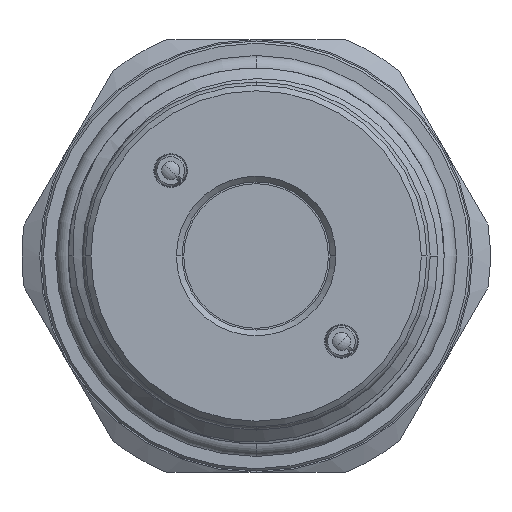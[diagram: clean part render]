
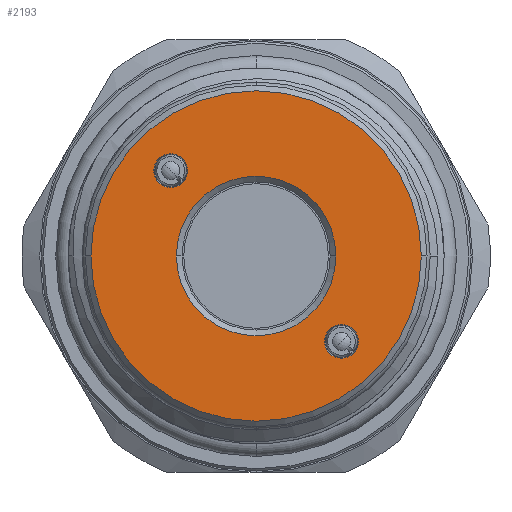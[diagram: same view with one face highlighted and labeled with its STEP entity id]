
A CAD part, left-side view. The second image highlights one B-rep face of the part: STEP entity #2193.
In plain terms, the highlighted planar face has unit normal (-1, 0, 0).
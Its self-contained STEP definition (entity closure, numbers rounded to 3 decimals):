
#82 = EDGE_CURVE ( 'NONE', #13912, #3449, #629, .T. ) ;
#120 = ORIENTED_EDGE ( 'NONE', *, *, #6520, .T. ) ;
#262 = EDGE_CURVE ( 'NONE', #5670, #11486, #6768, .T. ) ;
#439 = DIRECTION ( 'NONE',  ( 1., 0., 0. ) ) ;
#629 = CIRCLE ( 'NONE', #12809, 14.5 ) ;
#849 = AXIS2_PLACEMENT_3D ( 'NONE', #8684, #11168, #15363 ) ;
#962 = CARTESIAN_POINT ( 'NONE',  ( 0., -7.495, -8.976 ) ) ;
#995 = EDGE_LOOP ( 'NONE', ( #1691, #2866 ) ) ;
#1570 = AXIS2_PLACEMENT_3D ( 'NONE', #8679, #3353, #7557 ) ;
#1614 = CARTESIAN_POINT ( 'NONE',  ( 0., -14.5, 0. ) ) ;
#1689 = DIRECTION ( 'NONE',  ( -1., 0., 0. ) ) ;
#1691 = ORIENTED_EDGE ( 'NONE', *, *, #13575, .F. ) ;
#1819 = VERTEX_POINT ( 'NONE', #14886 ) ;
#2193 = ADVANCED_FACE ( 'NONE', ( #5889, #9491, #16760, #2502 ), #16687, .F. ) ;
#2426 = ORIENTED_EDGE ( 'NONE', *, *, #12303, .F. ) ;
#2502 = FACE_BOUND ( 'NONE', #995, .T. ) ;
#2595 = CARTESIAN_POINT ( 'NONE',  ( 0., 7.495, 7.495 ) ) ;
#2866 = ORIENTED_EDGE ( 'NONE', *, *, #262, .F. ) ;
#3201 = DIRECTION ( 'NONE',  ( -1., 0., 0. ) ) ;
#3228 = DIRECTION ( 'NONE',  ( 0., 0., -1. ) ) ;
#3353 = DIRECTION ( 'NONE',  ( -1., 0., 0. ) ) ;
#3386 = EDGE_LOOP ( 'NONE', ( #17490, #16321 ) ) ;
#3449 = VERTEX_POINT ( 'NONE', #1614 ) ;
#3568 = CARTESIAN_POINT ( 'NONE',  ( 0., 0., 0. ) ) ;
#3880 = VERTEX_POINT ( 'NONE', #5486 ) ;
#4020 = CARTESIAN_POINT ( 'NONE',  ( 0., 7., 0. ) ) ;
#4195 = CARTESIAN_POINT ( 'NONE',  ( 0., 7.495, 8.976 ) ) ;
#4234 = EDGE_CURVE ( 'NONE', #12847, #1819, #9018, .T. ) ;
#4556 = CARTESIAN_POINT ( 'NONE',  ( 0., -7.495, -7.495 ) ) ;
#4716 = DIRECTION ( 'NONE',  ( 0., 1., 0. ) ) ;
#4980 = CIRCLE ( 'NONE', #1570, 1.48 ) ;
#5486 = CARTESIAN_POINT ( 'NONE',  ( 0., 7.495, 6.015 ) ) ;
#5670 = VERTEX_POINT ( 'NONE', #17208 ) ;
#5800 = CARTESIAN_POINT ( 'NONE',  ( 0., 0., 0. ) ) ;
#5889 = FACE_BOUND ( 'NONE', #3386, .T. ) ;
#6520 = EDGE_CURVE ( 'NONE', #3449, #13912, #11470, .T. ) ;
#6768 = CIRCLE ( 'NONE', #8967, 1.48 ) ;
#6948 = DIRECTION ( 'NONE',  ( -1., 0., 0. ) ) ;
#7391 = AXIS2_PLACEMENT_3D ( 'NONE', #5800, #439, #9888 ) ;
#7474 = CARTESIAN_POINT ( 'NONE',  ( 0., 0., 0. ) ) ;
#7557 = DIRECTION ( 'NONE',  ( 0., 0., -1. ) ) ;
#8199 = EDGE_CURVE ( 'NONE', #17543, #3880, #14887, .T. ) ;
#8679 = CARTESIAN_POINT ( 'NONE',  ( 0., -7.495, -7.495 ) ) ;
#8684 = CARTESIAN_POINT ( 'NONE',  ( 0., 0., 0. ) ) ;
#8783 = EDGE_LOOP ( 'NONE', ( #13904, #2426 ) ) ;
#8831 = DIRECTION ( 'NONE',  ( 1., 0., 0. ) ) ;
#8967 = AXIS2_PLACEMENT_3D ( 'NONE', #4556, #1689, #3228 ) ;
#9018 = CIRCLE ( 'NONE', #849, 7. ) ;
#9410 = DIRECTION ( 'NONE',  ( 0., 0., 1. ) ) ;
#9491 = FACE_OUTER_BOUND ( 'NONE', #13526, .T. ) ;
#9888 = DIRECTION ( 'NONE',  ( 0., 1., 0. ) ) ;
#10112 = AXIS2_PLACEMENT_3D ( 'NONE', #7474, #8831, #4716 ) ;
#10280 = CIRCLE ( 'NONE', #13499, 1.48 ) ;
#11168 = DIRECTION ( 'NONE',  ( 1., 0., 0. ) ) ;
#11470 = CIRCLE ( 'NONE', #15205, 14.5 ) ;
#11486 = VERTEX_POINT ( 'NONE', #962 ) ;
#11692 = CIRCLE ( 'NONE', #10112, 7. ) ;
#11991 = DIRECTION ( 'NONE',  ( 0., 1., 0. ) ) ;
#12303 = EDGE_CURVE ( 'NONE', #3880, #17543, #10280, .T. ) ;
#12809 = AXIS2_PLACEMENT_3D ( 'NONE', #16075, #13503, #11991 ) ;
#12847 = VERTEX_POINT ( 'NONE', #4020 ) ;
#12975 = DIRECTION ( 'NONE',  ( 0., 1., 0. ) ) ;
#13499 = AXIS2_PLACEMENT_3D ( 'NONE', #2595, #17590, #9410 ) ;
#13503 = DIRECTION ( 'NONE',  ( -1., 0., 0. ) ) ;
#13526 = EDGE_LOOP ( 'NONE', ( #16216, #120 ) ) ;
#13575 = EDGE_CURVE ( 'NONE', #11486, #5670, #4980, .T. ) ;
#13702 = CARTESIAN_POINT ( 'NONE',  ( 0., 7.495, 7.495 ) ) ;
#13904 = ORIENTED_EDGE ( 'NONE', *, *, #8199, .F. ) ;
#13912 = VERTEX_POINT ( 'NONE', #14711 ) ;
#14711 = CARTESIAN_POINT ( 'NONE',  ( 0., 14.5, 0. ) ) ;
#14886 = CARTESIAN_POINT ( 'NONE',  ( 0., -7., 0. ) ) ;
#14887 = CIRCLE ( 'NONE', #16335, 1.48 ) ;
#15205 = AXIS2_PLACEMENT_3D ( 'NONE', #3568, #3201, #12975 ) ;
#15363 = DIRECTION ( 'NONE',  ( 0., 1., 0. ) ) ;
#15509 = EDGE_CURVE ( 'NONE', #1819, #12847, #11692, .T. ) ;
#16075 = CARTESIAN_POINT ( 'NONE',  ( 0., 0., 0. ) ) ;
#16216 = ORIENTED_EDGE ( 'NONE', *, *, #82, .T. ) ;
#16321 = ORIENTED_EDGE ( 'NONE', *, *, #4234, .T. ) ;
#16335 = AXIS2_PLACEMENT_3D ( 'NONE', #13702, #6948, #16456 ) ;
#16456 = DIRECTION ( 'NONE',  ( 0., 0., 1. ) ) ;
#16687 = PLANE ( 'NONE',  #7391 ) ;
#16760 = FACE_BOUND ( 'NONE', #8783, .T. ) ;
#17208 = CARTESIAN_POINT ( 'NONE',  ( 0., -7.495, -6.015 ) ) ;
#17490 = ORIENTED_EDGE ( 'NONE', *, *, #15509, .T. ) ;
#17543 = VERTEX_POINT ( 'NONE', #4195 ) ;
#17590 = DIRECTION ( 'NONE',  ( -1., 0., 0. ) ) ;
